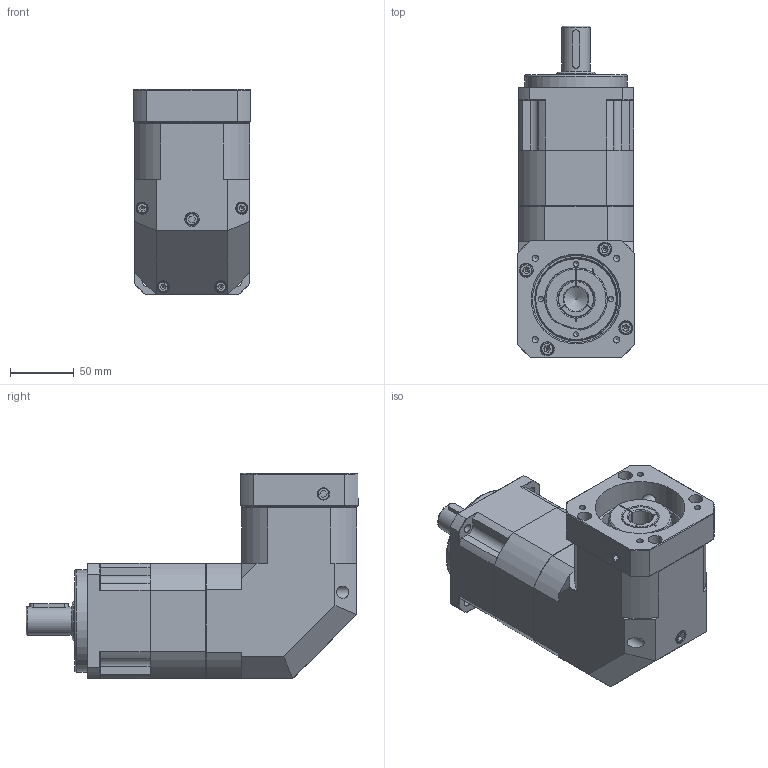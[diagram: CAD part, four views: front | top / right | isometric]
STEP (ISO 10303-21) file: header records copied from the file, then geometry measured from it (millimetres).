
FILE_DESCRIPTION((''),'2;1');
FILE_NAME('PBL90-H-2.stp','2013-10-01T11:17:19',('young'),(''),'Autodesk Inventor 2012','Autodesk Inventor 2012','');
FILE_SCHEMA(('AUTOMOTIVE_DESIGN { 1 0 10303 214 1 1 1 1 }'));
Length unit declared in the file: millimetre
Products named in the file (1): PBL90-H-2
Bounding box: 92 x 259.6 x 160.3 mm (x, y, z)
Volume: 1596303.5 mm3; surface area: 247123.1 mm2
Topology: 23 solids, 24 shells, 692 faces, 1660 edges, 1074 vertices
Faces by surface type: plane 385, cylinder 167, cone 102, torus 20, bspline 18
Full cylindrical faces by diameter (mm): 4 x4, 4.2 x4, 5 x12, 5.1 x1, 5.5 x8, 6 x9, 6.5 x1, 6.8 x9, 8 x1, 8.433 x2, 8.5 x4, 9.5 x7, 10 x5, 11 x4, 17 x1, 19 x1, 22 x1, 28.4 x1, 29.8 x2, 30 x2, 39 x1, 43 x1, 45 x3, 50 x2, 55 x2, 62 x1, 63.92 x18, 65 x2, 68 x1, 70 x1
Entity records: 25578 total; most frequent: CARTESIAN_POINT 10707, DIRECTION 2985, ORIENTED_EDGE 2826, EDGE_CURVE 1413, AXIS2_PLACEMENT_3D 1137, VERTEX_POINT 1027, EDGE_LOOP 966, VECTOR 711
